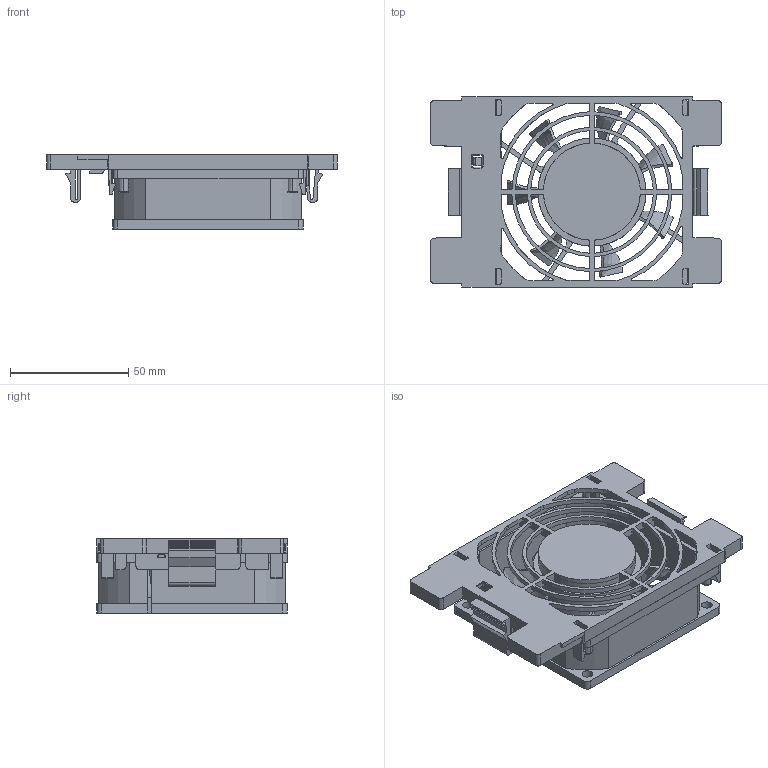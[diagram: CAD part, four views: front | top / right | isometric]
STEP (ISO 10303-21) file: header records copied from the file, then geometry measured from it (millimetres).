
FILE_DESCRIPTION (( 'STEP AP214' ), '1' );
FILE_NAME ('GS4-FAN-BM1b.STEP', '2017-10-16T21:43:07', ( '' ), ( '' ), 'SwSTEP 2.0', 'SolidWorks 2016', '' );
FILE_SCHEMA (( 'AUTOMOTIVE_DESIGN' ));
Length unit declared in the file: inch
Products named in the file (3): GS4-FAN-BM1b; GS4-FAN-BM1 FAN A 2 New; GS4-FAN-BM2 GRILL b17b
Assembly tree (2 placements, depth 2):
  GS4-FAN-BM1b
    GS4-FAN-BM2 GRILL b17b
    GS4-FAN-BM1 FAN A 2 New
Bounding box: 123 x 80.57 x 31.4 mm (x, y, z)
Volume: 74569.1 mm3; surface area: 56080.7 mm2
Topology: 2 solids, 2 shells, 779 faces, 2200 edges, 1411 vertices
Faces by surface type: plane 388, cylinder 207, bspline 127, torus 30, sphere 14, cone 13
Entity records: 32418 total; most frequent: CARTESIAN_POINT 11331, ORIENTED_EDGE 4388, DIRECTION 3654, EDGE_CURVE 2194, VERTEX_POINT 1411, VECTOR 1362, LINE 1362, AXIS2_PLACEMENT_3D 1146
